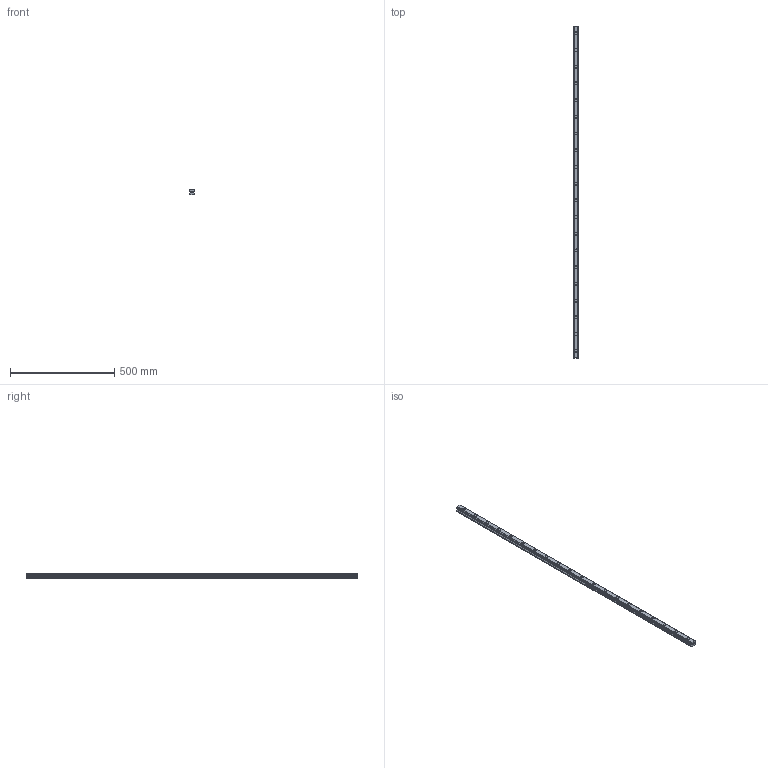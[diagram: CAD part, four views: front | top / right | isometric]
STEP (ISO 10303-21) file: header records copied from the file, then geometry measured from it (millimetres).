
FILE_DESCRIPTION(('STEP AP214'),'1');
FILE_NAME('cctmp_DF002E89-9DEE-48B1-A4E6-AF12EB292945_2020_6_29_13_25_32_758..stp','2020-06-29T11:25:32',('HIWIN GmbH'),('CADClick - www.CADClick.com'),'Spatial InterOp 3D',' ','unknown authorization');
FILE_SCHEMA(('AUTOMOTIVE_DESIGN'));
Length unit declared in the file: millimetre
Products named in the file (1): HGR30R1590H_FILE
Bounding box: 28 x 1590 x 26 mm (x, y, z)
Volume: 924777.7 mm3; surface area: 197715.2 mm2
Topology: 1 solids, 1 shells, 295 faces, 687 edges, 458 vertices
Faces by surface type: plane 153, cylinder 142
Entity records: 10889 total; most frequent: DIRECTION 1563, CARTESIAN_POINT 1441, ORIENTED_EDGE 1374, EDGE_CURVE 687, AXIS2_PLACEMENT_3D 580, VERTEX_POINT 458, LINE 403, VECTOR 403
